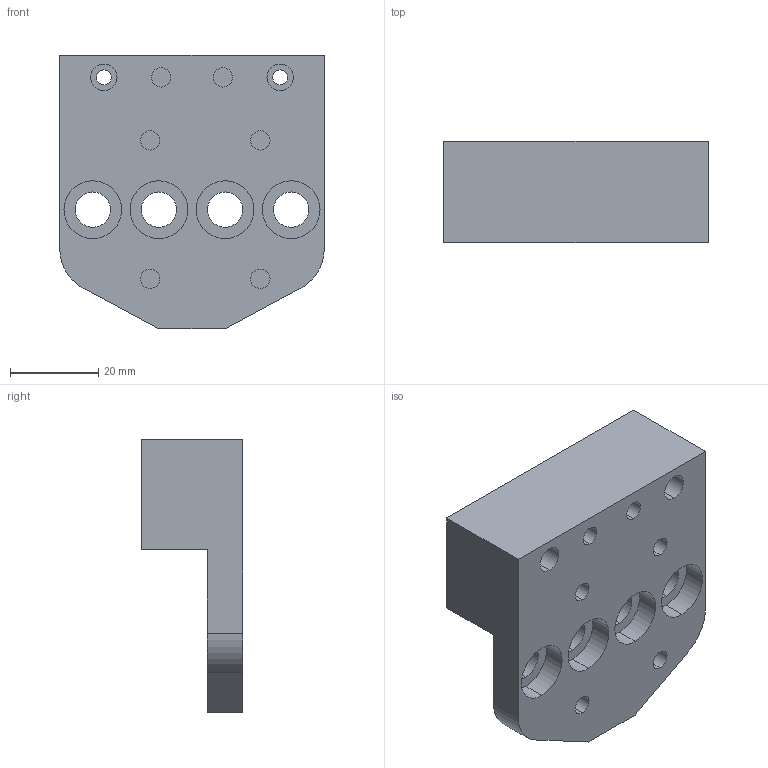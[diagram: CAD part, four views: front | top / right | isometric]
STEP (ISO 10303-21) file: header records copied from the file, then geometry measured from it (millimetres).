
FILE_DESCRIPTION (( 'STEP AP214' ), '1' );
FILE_NAME ('precision encloser.STEP', '2025-07-26T06:04:05', ( '' ), ( '' ), 'SwSTEP 2.0', 'SolidWorks 2023', '' );
FILE_SCHEMA (( 'AUTOMOTIVE_DESIGN' ));
Length unit declared in the file: millimetre
Products named in the file (1): precision encloser
Bounding box: 60 x 23 x 62 mm (x, y, z)
Volume: 40816.9 mm3; surface area: 13269.6 mm2
Topology: 1 solids, 1 shells, 62 faces, 144 edges, 96 vertices
Faces by surface type: cylinder 38, plane 24
Entity records: 1851 total; most frequent: DIRECTION 346, CARTESIAN_POINT 303, ORIENTED_EDGE 288, EDGE_CURVE 144, AXIS2_PLACEMENT_3D 139, VERTEX_POINT 96, EDGE_LOOP 86, CIRCLE 76
